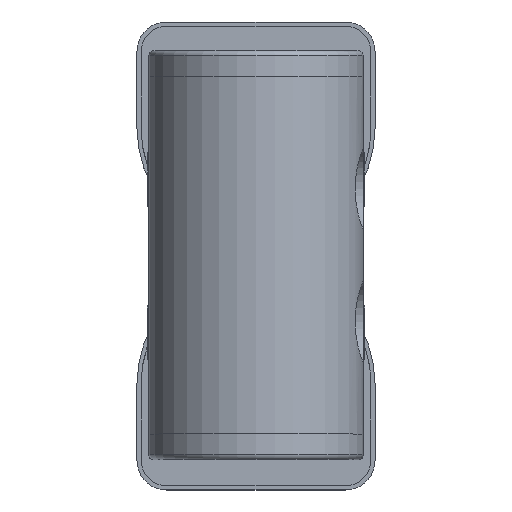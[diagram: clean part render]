
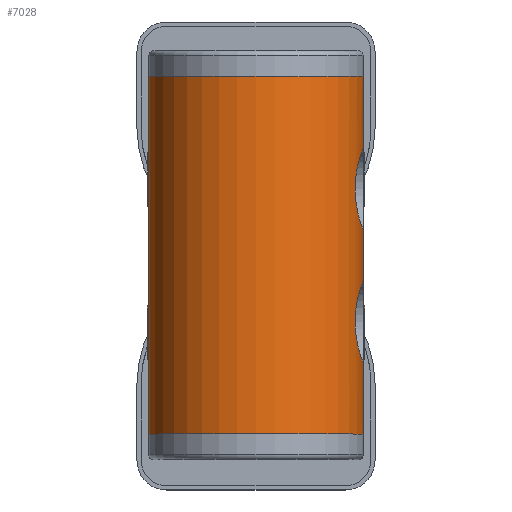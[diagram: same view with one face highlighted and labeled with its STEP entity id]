
A CAD part, top view. The second image highlights one B-rep face of the part: STEP entity #7028.
In plain terms, the highlighted cylindrical face has radius 21 mm (diameter 42 mm), a partial arc.
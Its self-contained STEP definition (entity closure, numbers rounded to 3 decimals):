
#19=B_SPLINE_CURVE_WITH_KNOTS('',3,(#11051,#11052,#11053,#11054,#11055,
#11056,#11057,#11058,#11059,#11060,#11061,#11062,#11063,#11064,#11065,#11066,
#11067,#11068,#11069),.UNSPECIFIED.,.F.,.F.,(4,2,2,2,3,2,2,2,4),(-1.227,
-0.92,-0.614,-0.307,0.,0.307,
0.614,0.92,1.227),.UNSPECIFIED.);
#20=B_SPLINE_CURVE_WITH_KNOTS('',3,(#11077,#11078,#11079,#11080,#11081,
#11082,#11083,#11084,#11085,#11086,#11087,#11088,#11089,#11090,#11091,#11092,
#11093,#11094,#11095),.UNSPECIFIED.,.F.,.F.,(4,2,2,2,3,2,2,2,4),(-1.227,
-0.92,-0.614,-0.307,0.,0.307,
0.614,0.92,1.227),.UNSPECIFIED.);
#523=LINE('',#11098,#1165);
#524=LINE('',#11099,#1166);
#525=LINE('',#11100,#1167);
#526=LINE('',#11101,#1168);
#1165=VECTOR('',#8781,10.);
#1166=VECTOR('',#8782,10.);
#1167=VECTOR('',#8783,10.);
#1168=VECTOR('',#8784,10.);
#1658=CYLINDRICAL_SURFACE('',#7574,21.);
#1871=FACE_OUTER_BOUND('',#2303,.T.);
#2303=EDGE_LOOP('',(#5366,#5367,#5368,#5369,#5370,#5371,#5372,#5373));
#2760=CIRCLE('',#7543,21.);
#2776=CIRCLE('',#7563,21.);
#3242=VERTEX_POINT('',#10968);
#3243=VERTEX_POINT('',#10970);
#3268=VERTEX_POINT('',#11032);
#3269=VERTEX_POINT('',#11034);
#3275=VERTEX_POINT('',#11048);
#3276=VERTEX_POINT('',#11050);
#3278=VERTEX_POINT('',#11074);
#3279=VERTEX_POINT('',#11076);
#4006=EDGE_CURVE('',#3242,#3243,#2760,.T.);
#4040=EDGE_CURVE('',#3268,#3269,#2776,.T.);
#4048=EDGE_CURVE('',#3276,#3275,#19,.T.);
#4052=EDGE_CURVE('',#3279,#3278,#20,.T.);
#4054=EDGE_CURVE('',#3243,#3275,#523,.T.);
#4055=EDGE_CURVE('',#3242,#3269,#524,.T.);
#4056=EDGE_CURVE('',#3279,#3268,#525,.T.);
#4057=EDGE_CURVE('',#3276,#3278,#526,.T.);
#5366=ORIENTED_EDGE('',*,*,#4048,.T.);
#5367=ORIENTED_EDGE('',*,*,#4054,.F.);
#5368=ORIENTED_EDGE('',*,*,#4006,.F.);
#5369=ORIENTED_EDGE('',*,*,#4055,.T.);
#5370=ORIENTED_EDGE('',*,*,#4040,.F.);
#5371=ORIENTED_EDGE('',*,*,#4056,.F.);
#5372=ORIENTED_EDGE('',*,*,#4052,.T.);
#5373=ORIENTED_EDGE('',*,*,#4057,.F.);
#7028=ADVANCED_FACE('',(#1871),#1658,.T.);
#7543=AXIS2_PLACEMENT_3D('',#10971,#8696,#8697);
#7563=AXIS2_PLACEMENT_3D('',#11035,#8754,#8755);
#7574=AXIS2_PLACEMENT_3D('',#11097,#8779,#8780);
#8696=DIRECTION('center_axis',(0.,1.,0.));
#8697=DIRECTION('ref_axis',(-1.,0.,0.));
#8754=DIRECTION('center_axis',(0.,-1.,0.));
#8755=DIRECTION('ref_axis',(-1.,0.,0.));
#8779=DIRECTION('center_axis',(0.,-1.,0.));
#8780=DIRECTION('ref_axis',(-1.,0.,0.));
#8781=DIRECTION('',(0.,-1.,0.));
#8782=DIRECTION('',(0.,-1.,0.));
#8783=DIRECTION('',(0.,-1.,0.));
#8784=DIRECTION('',(0.,-1.,0.));
#10968=CARTESIAN_POINT('',(-21.,35.,0.));
#10970=CARTESIAN_POINT('',(21.,35.,0.));
#10971=CARTESIAN_POINT('Origin',(0.,35.,0.));
#11032=CARTESIAN_POINT('',(21.,-35.,0.));
#11034=CARTESIAN_POINT('',(-21.,-35.,0.));
#11035=CARTESIAN_POINT('Origin',(0.,-35.,0.));
#11048=CARTESIAN_POINT('',(21.,21.05,0.));
#11050=CARTESIAN_POINT('',(21.,4.95,0.));
#11051=CARTESIAN_POINT('Ctrl Pts',(21.,4.95,0.));
#11052=CARTESIAN_POINT('Ctrl Pts',(21.,4.95,1.022));
#11053=CARTESIAN_POINT('Ctrl Pts',(20.918,5.156,2.105));
#11054=CARTESIAN_POINT('Ctrl Pts',(20.623,5.981,4.085));
#11055=CARTESIAN_POINT('Ctrl Pts',(20.413,6.599,4.984));
#11056=CARTESIAN_POINT('Ctrl Pts',(20.014,8.017,6.401));
#11057=CARTESIAN_POINT('Ctrl Pts',(19.797,8.915,7.019));
#11058=CARTESIAN_POINT('Ctrl Pts',(19.485,10.895,7.843));
#11059=CARTESIAN_POINT('Ctrl Pts',(19.396,11.977,8.05));
#11060=CARTESIAN_POINT('Ctrl Pts',(19.396,13.,8.05));
#11061=CARTESIAN_POINT('Ctrl Pts',(19.396,14.023,8.05));
#11062=CARTESIAN_POINT('Ctrl Pts',(19.485,15.105,7.843));
#11063=CARTESIAN_POINT('Ctrl Pts',(19.797,17.085,7.019));
#11064=CARTESIAN_POINT('Ctrl Pts',(20.014,17.983,6.401));
#11065=CARTESIAN_POINT('Ctrl Pts',(20.413,19.401,4.984));
#11066=CARTESIAN_POINT('Ctrl Pts',(20.623,20.019,4.085));
#11067=CARTESIAN_POINT('Ctrl Pts',(20.918,20.844,2.105));
#11068=CARTESIAN_POINT('Ctrl Pts',(21.,21.05,1.022));
#11069=CARTESIAN_POINT('Ctrl Pts',(21.,21.05,0.));
#11074=CARTESIAN_POINT('',(21.,-4.95,0.));
#11076=CARTESIAN_POINT('',(21.,-21.05,0.));
#11077=CARTESIAN_POINT('Ctrl Pts',(21.,-21.05,0.));
#11078=CARTESIAN_POINT('Ctrl Pts',(21.,-21.05,1.022));
#11079=CARTESIAN_POINT('Ctrl Pts',(20.918,-20.844,2.105));
#11080=CARTESIAN_POINT('Ctrl Pts',(20.623,-20.019,4.085));
#11081=CARTESIAN_POINT('Ctrl Pts',(20.413,-19.401,4.984));
#11082=CARTESIAN_POINT('Ctrl Pts',(20.014,-17.983,6.401));
#11083=CARTESIAN_POINT('Ctrl Pts',(19.797,-17.085,7.019));
#11084=CARTESIAN_POINT('Ctrl Pts',(19.485,-15.105,7.843));
#11085=CARTESIAN_POINT('Ctrl Pts',(19.396,-14.023,8.05));
#11086=CARTESIAN_POINT('Ctrl Pts',(19.396,-13.,8.05));
#11087=CARTESIAN_POINT('Ctrl Pts',(19.396,-11.977,8.05));
#11088=CARTESIAN_POINT('Ctrl Pts',(19.485,-10.895,7.843));
#11089=CARTESIAN_POINT('Ctrl Pts',(19.797,-8.915,7.019));
#11090=CARTESIAN_POINT('Ctrl Pts',(20.014,-8.017,6.401));
#11091=CARTESIAN_POINT('Ctrl Pts',(20.413,-6.599,4.984));
#11092=CARTESIAN_POINT('Ctrl Pts',(20.623,-5.981,4.085));
#11093=CARTESIAN_POINT('Ctrl Pts',(20.918,-5.156,2.105));
#11094=CARTESIAN_POINT('Ctrl Pts',(21.,-4.95,1.022));
#11095=CARTESIAN_POINT('Ctrl Pts',(21.,-4.95,0.));
#11097=CARTESIAN_POINT('Origin',(0.,35.,0.));
#11098=CARTESIAN_POINT('',(21.,35.,0.));
#11099=CARTESIAN_POINT('',(-21.,35.,0.));
#11100=CARTESIAN_POINT('',(21.,35.,0.));
#11101=CARTESIAN_POINT('',(21.,35.,0.));
